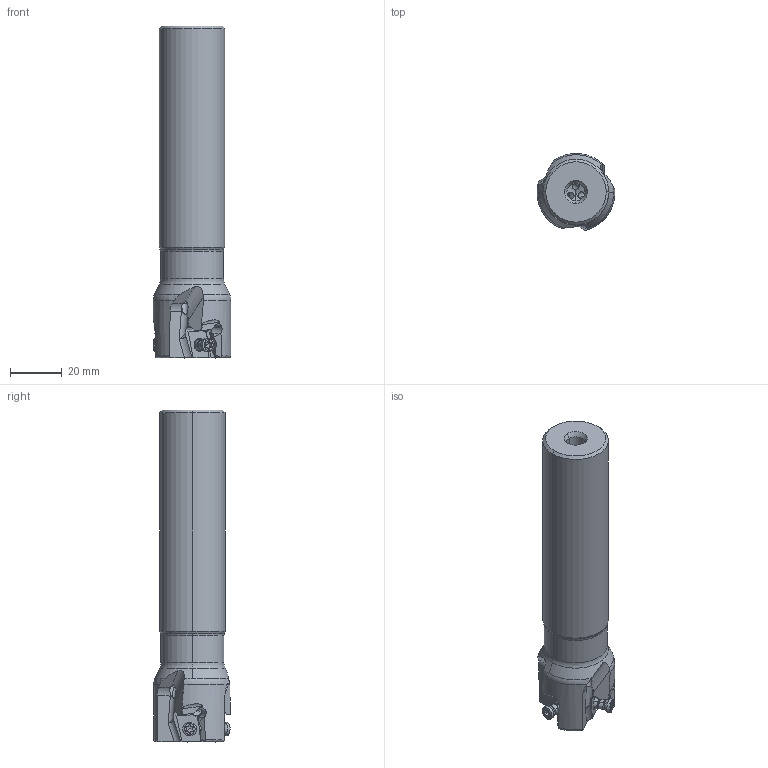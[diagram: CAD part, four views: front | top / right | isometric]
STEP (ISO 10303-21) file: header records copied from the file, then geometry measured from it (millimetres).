
FILE_DESCRIPTION(/* description */ (''),/* implementation_level */ '2;1');
FILE_NAME(/* name */ 'VPX300UR2003SA16S.stp',/* time_stamp */ '2025-08-21T16:04:26+09:00',/* author */ (''),/* organization */ (''),/* preprocessor_version */ 'ST-DEVELOPER v16',/* originating_system */ 'SIEMENS PLM Software NX 10.0',/* authorisation */ '');
FILE_SCHEMA (('AUTOMOTIVE_DESIGN { 1 0 10303 214 3 1 1 1 }'));
Length unit declared in the file: millimetre
Products named in the file (1): VPX300UR2003SA16S_ASM
Bounding box: 30.14 x 29.75 x 128.57 mm (x, y, z)
Volume: 61246.6 mm3; surface area: 15348.1 mm2
Topology: 4 solids, 4 shells, 326 faces, 892 edges, 576 vertices
Faces by surface type: cylinder 137, plane 87, cone 46, torus 29, extrusion 12, bspline 9, sphere 6
Entity records: 14645 total; most frequent: CARTESIAN_POINT 6497, ORIENTED_EDGE 1752, DIRECTION 1606, EDGE_CURVE 876, AXIS2_PLACEMENT_3D 644, VERTEX_POINT 570, EDGE_LOOP 344, ADVANCED_FACE 326
